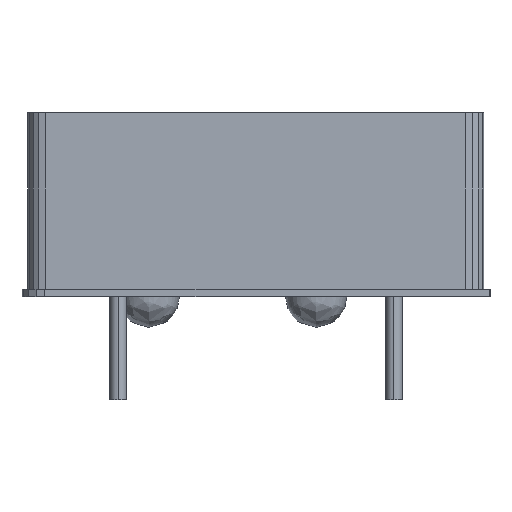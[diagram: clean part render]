
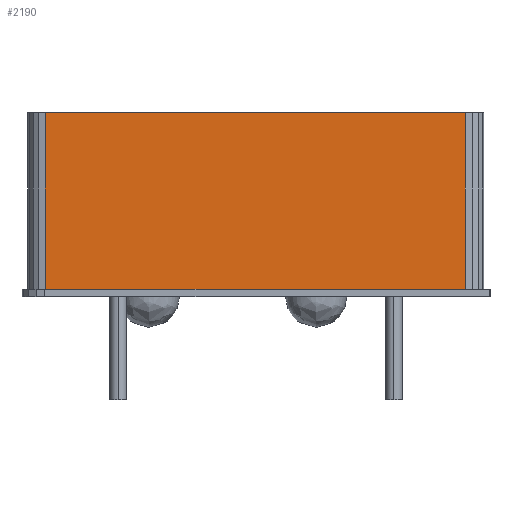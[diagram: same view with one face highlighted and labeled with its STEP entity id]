
A CAD part, left-side view. The second image highlights one B-rep face of the part: STEP entity #2190.
In plain terms, the highlighted planar face has unit normal (-1, -0.001, 0).
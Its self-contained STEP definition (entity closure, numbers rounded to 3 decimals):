
#52 = PLANE ( 'NONE',  #1984 ) ;
#58 = DIRECTION ( 'NONE',  ( 0.001, -1., 0. ) ) ;
#88 = ORIENTED_EDGE ( 'NONE', *, *, #151, .T. ) ;
#151 = EDGE_CURVE ( 'NONE', #2142, #2089, #1582, .T. ) ;
#179 = DIRECTION ( 'NONE',  ( 0., 0., 1. ) ) ;
#189 = VERTEX_POINT ( 'NONE', #1873 ) ;
#231 = CARTESIAN_POINT ( 'NONE',  ( -6.297, 5.813, 0. ) ) ;
#240 = LINE ( 'NONE', #1937, #997 ) ;
#316 = VECTOR ( 'NONE', #2124, 1000. ) ;
#354 = CARTESIAN_POINT ( 'NONE',  ( -6.287, -5.787, 5.08 ) ) ;
#388 = VERTEX_POINT ( 'NONE', #1393 ) ;
#423 = EDGE_CURVE ( 'NONE', #388, #189, #1087, .T. ) ;
#462 = DIRECTION ( 'NONE',  ( 0.001, -1., 0. ) ) ;
#515 = DIRECTION ( 'NONE',  ( 0., 0., -1. ) ) ;
#723 = VECTOR ( 'NONE', #179, 1000. ) ;
#724 = CARTESIAN_POINT ( 'NONE',  ( -6.287, -5.787, 0. ) ) ;
#766 = CARTESIAN_POINT ( 'NONE',  ( -6.287, -5.787, 0. ) ) ;
#787 = CARTESIAN_POINT ( 'NONE',  ( -6.287, -5.787, 0. ) ) ;
#997 = VECTOR ( 'NONE', #515, 1000. ) ;
#1057 = LINE ( 'NONE', #724, #723 ) ;
#1087 = LINE ( 'NONE', #354, #316 ) ;
#1147 = EDGE_CURVE ( 'NONE', #2089, #388, #1057, .T. ) ;
#1166 = ORIENTED_EDGE ( 'NONE', *, *, #1147, .T. ) ;
#1393 = CARTESIAN_POINT ( 'NONE',  ( -6.287, -5.787, 5.08 ) ) ;
#1419 = EDGE_LOOP ( 'NONE', ( #2259, #88, #1166, #1666 ) ) ;
#1477 = DIRECTION ( 'NONE',  ( -1., -0.001, 0. ) ) ;
#1582 = LINE ( 'NONE', #231, #2251 ) ;
#1666 = ORIENTED_EDGE ( 'NONE', *, *, #423, .T. ) ;
#1861 = FACE_OUTER_BOUND ( 'NONE', #1419, .T. ) ;
#1873 = CARTESIAN_POINT ( 'NONE',  ( -6.297, 5.813, 5.08 ) ) ;
#1937 = CARTESIAN_POINT ( 'NONE',  ( -6.297, 5.813, 0. ) ) ;
#1984 = AXIS2_PLACEMENT_3D ( 'NONE', #766, #1477, #58 ) ;
#1988 = CARTESIAN_POINT ( 'NONE',  ( -6.297, 5.813, 0. ) ) ;
#2089 = VERTEX_POINT ( 'NONE', #787 ) ;
#2124 = DIRECTION ( 'NONE',  ( -0.001, 1., 0. ) ) ;
#2142 = VERTEX_POINT ( 'NONE', #1988 ) ;
#2190 = ADVANCED_FACE ( 'NONE', ( #1861 ), #52, .T. ) ;
#2228 = EDGE_CURVE ( 'NONE', #189, #2142, #240, .T. ) ;
#2251 = VECTOR ( 'NONE', #462, 1000. ) ;
#2259 = ORIENTED_EDGE ( 'NONE', *, *, #2228, .T. ) ;
